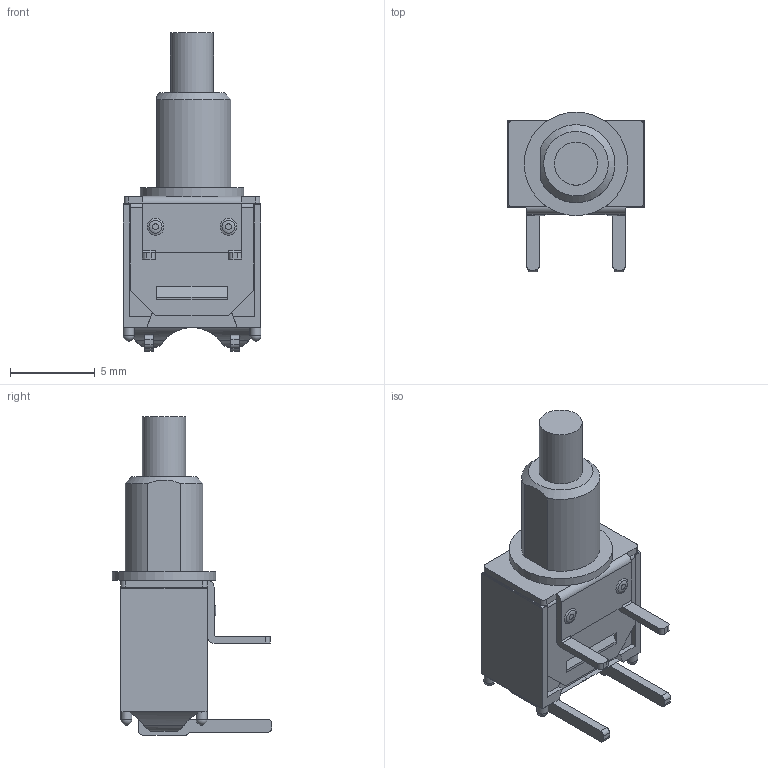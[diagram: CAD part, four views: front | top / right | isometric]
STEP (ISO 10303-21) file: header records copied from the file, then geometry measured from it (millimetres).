
FILE_DESCRIPTION((' '),'2;1');
FILE_NAME('800SP9B6M6xE.stp','2017-08-02T15:29:23',(' '),(' '),' ','ACIS',' ');
FILE_SCHEMA(('CONFIG_CONTROL_DESIGN'));
Length unit declared in the file: inch
Products named in the file (7): 800SP9B6M6xE.stp; Body1; Body2; Body3; Body4; Body5; Body6
Assembly tree (6 placements, depth 2):
  800SP9B6M6xE.stp
    Body1
    Body2
    Body3
    Body4
    Body5
    Body6
Bounding box: 8.13 x 9.4 x 18.76 mm (x, y, z)
Volume: 313.8 mm3; surface area: 1186.3 mm2
Topology: 6 solids, 6 shells, 176 faces, 460 edges, 297 vertices
Faces by surface type: plane 116, cylinder 51, sphere 4, cone 3, bspline 2
Full cylindrical faces by diameter (mm): 0.65 x4, 2.54 x2, 6.1 x1
Entity records: 6348 total; most frequent: CARTESIAN_POINT 1112, DIRECTION 890, ORIENTED_EDGE 876, EDGE_CURVE 438, VECTOR 318, LINE 318, VERTEX_POINT 291, AXIS2_PLACEMENT_3D 286
